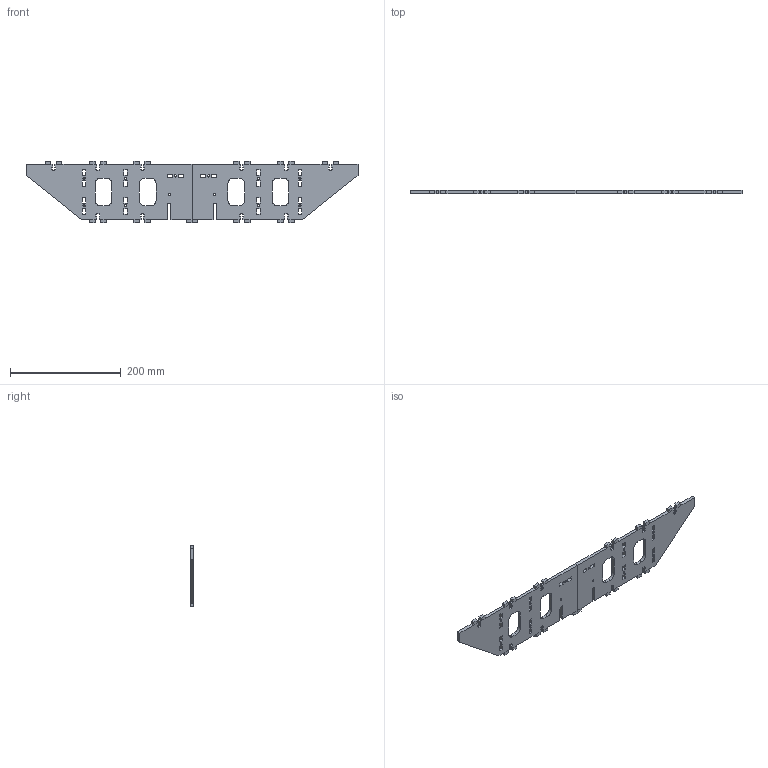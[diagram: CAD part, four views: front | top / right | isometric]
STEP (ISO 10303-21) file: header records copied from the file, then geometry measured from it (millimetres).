
FILE_DESCRIPTION(('FreeCAD Model'),'2;1');
FILE_NAME('plate1_m.step', '2014-02-12T03:26:49',('FreeCAD'),('FreeCAD'), 'Open CASCADE STEP processor 6.5','FreeCAD','Unknown');
FILE_SCHEMA(('AUTOMOTIVE_DESIGN_CC2 { 1 2 10303 214 -1 1 5 4 }'));
Length unit declared in the file: millimetre
Products named in the file (1): plate1
Bounding box: 600 x 6 x 112 mm (x, y, z)
Volume: 272578 mm3; surface area: 110658.4 mm2
Topology: 1 solids, 1 shells, 392 faces, 1080 edges, 690 vertices
Faces by surface type: plane 364, cylinder 28
Full cylindrical faces by diameter (mm): 4 x12
Entity records: 25185 total; most frequent: CARTESIAN_POINT 5859, DIRECTION 2762, ORIENTED_EDGE 2160, PCURVE 2160, DEFINITIONAL_REPRESENTATION 2160, LINE 1864, VECTOR 1864, B_SPLINE_CURVE_WITH_KNOTS 1264
